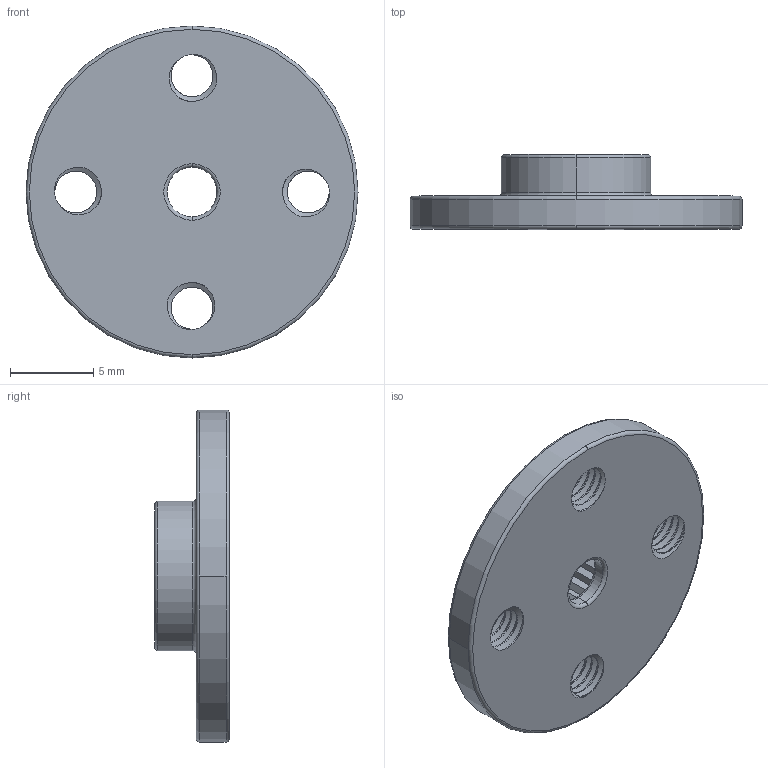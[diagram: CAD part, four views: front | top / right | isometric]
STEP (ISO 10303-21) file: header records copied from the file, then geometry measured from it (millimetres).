
FILE_DESCRIPTION (( 'STEP AP214' ), '1' );
FILE_NAME ('Servo_Horn.STEP', '2026-01-31T07:40:54', ( '' ), ( '' ), 'SwSTEP 2.0', 'SolidWorks 2024', '' );
FILE_SCHEMA (( 'AUTOMOTIVE_DESIGN' ));
Length unit declared in the file: millimetre
Products named in the file (1): Servo_Horn
Bounding box: 20 x 4.5 x 20 mm (x, y, z)
Volume: 637.8 mm3; surface area: 945.2 mm2
Topology: 1 solids, 1 shells, 156 faces, 508 edges, 356 vertices
Faces by surface type: cylinder 82, plane 54, torus 12, bspline 8
Entity records: 9067 total; most frequent: CARTESIAN_POINT 4917, ORIENTED_EDGE 1016, DIRECTION 650, EDGE_CURVE 508, VERTEX_POINT 356, VECTOR 224, LINE 224, B_SPLINE_CURVE_WITH_KNOTS 220
